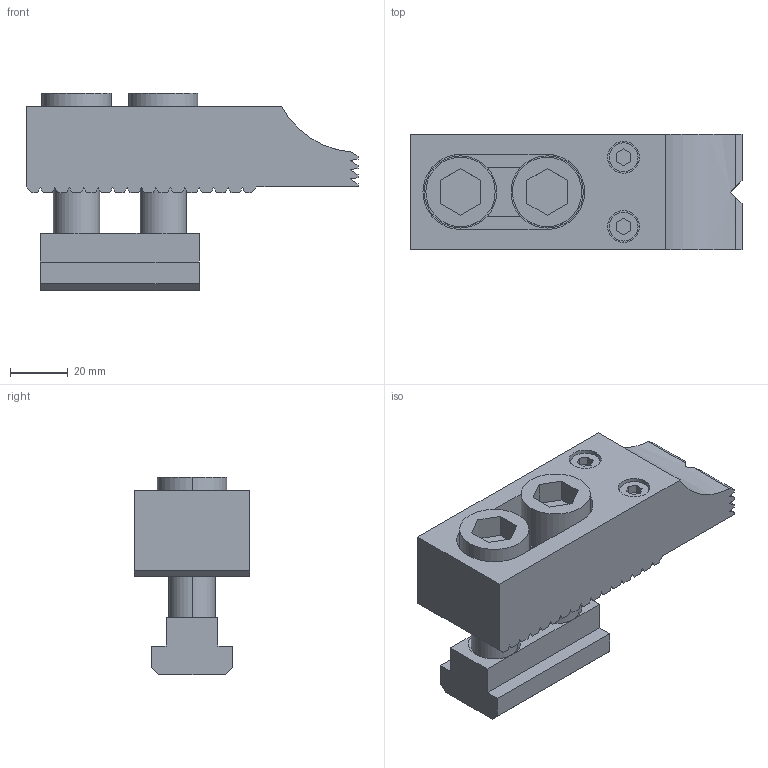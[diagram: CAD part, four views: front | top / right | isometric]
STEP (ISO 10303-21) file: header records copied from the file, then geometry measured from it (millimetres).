
FILE_DESCRIPTION (( 'STEP AP203' ), '1' );
FILE_NAME ('bj201-16030t.STEP', '2021-10-25T01:20:41', ( '' ), ( '' ), 'SwSTEP 2.0', 'SolidWorks 2020', '' );
FILE_SCHEMA (( 'CONFIG_CONTROL_DESIGN' ));
Length unit declared in the file: millimetre
Products named in the file (7): bj201-16030t_02; bj201-16030t; bj201-16030t_06; bj201-16030t_05; bj201-16030t_04; bj201-16030t_03; bj201-16030t_01
Assembly tree (6 placements, depth 2):
  bj201-16030t
    bj201-16030t_01
    bj201-16030t_02
    bj201-16030t_03
    bj201-16030t_04
    bj201-16030t_05
    bj201-16030t_06
Bounding box: 115 x 40 x 68.5 mm (x, y, z)
Volume: 138628.8 mm3; surface area: 41185.6 mm2
Topology: 6 solids, 8 shells, 234 faces, 630 edges, 420 vertices
Faces by surface type: plane 179, cylinder 47, cone 8
Entity records: 8069 total; most frequent: CARTESIAN_POINT 1395, ORIENTED_EDGE 1260, DIRECTION 1204, EDGE_CURVE 630, LINE 474, VECTOR 474, VERTEX_POINT 420, AXIS2_PLACEMENT_3D 365
